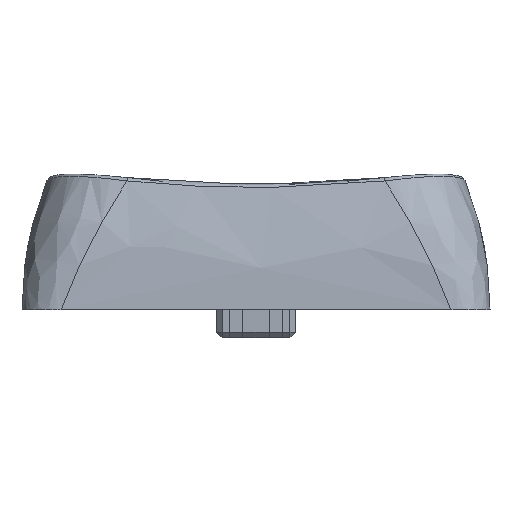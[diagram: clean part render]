
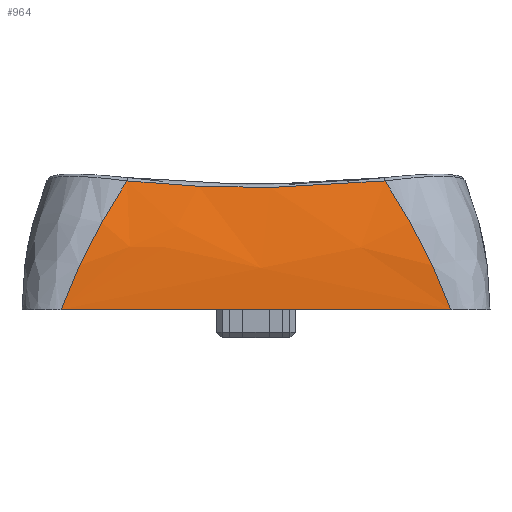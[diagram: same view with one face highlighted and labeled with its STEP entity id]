
A CAD part, left-side view. The second image highlights one B-rep face of the part: STEP entity #964.
In plain terms, the highlighted free-form (B-spline) face has degree [2, 1] with [3, 2] control points.
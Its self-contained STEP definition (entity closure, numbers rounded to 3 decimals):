
#654=CARTESIAN_POINT('',(-8.748,-6.873,0.));
#655=VERTEX_POINT('',#654);
#678=CARTESIAN_POINT('',(-8.748,6.873,-0.));
#679=VERTEX_POINT('',#678);
#680=CARTESIAN_POINT('',(-8.748,6.873,-0.));
#681=DIRECTION('',(0.,-1.,0.));
#682=VECTOR('',#681,13.745);
#683=LINE('',#680,#682);
#684=EDGE_CURVE('',#679,#655,#683,.T.);
#914=CARTESIAN_POINT('',(-7.814,6.873,4.539));
#915=CARTESIAN_POINT('',(-7.814,-6.873,4.539));
#916=CARTESIAN_POINT('',(-8.748,6.873,2.37));
#917=CARTESIAN_POINT('',(-8.748,-6.873,2.37));
#918=CARTESIAN_POINT('',(-8.748,6.873,0.));
#919=CARTESIAN_POINT('',(-8.748,-6.873,0.));
#920=(BOUNDED_SURFACE()
B_SPLINE_SURFACE(2,1,((#914,#915),(#916,#917),(#918,#919)),.UNSPECIFIED.,.F.,.F.,.U.)
B_SPLINE_SURFACE_WITH_KNOTS((3,3),(2,2),(0.093,0.508),(1.61,16.51),.UNSPECIFIED.)
GEOMETRIC_REPRESENTATION_ITEM()
RATIONAL_B_SPLINE_SURFACE(((1.,1.),(0.978,0.978),(1.,1.)))
REPRESENTATION_ITEM('')
SURFACE()
);
#921=CARTESIAN_POINT('',(-7.814,-4.557,4.539));
#922=VERTEX_POINT('',#921);
#923=CARTESIAN_POINT('',(-7.814,4.557,4.539));
#924=VERTEX_POINT('',#923);
#925=CARTESIAN_POINT('',(-7.814,-4.557,4.539));
#926=CARTESIAN_POINT('',(-7.881,-3.043,4.382));
#927=CARTESIAN_POINT('',(-7.912,-1.522,4.303));
#928=CARTESIAN_POINT('',(-7.912,0.,4.303));
#929=CARTESIAN_POINT('',(-7.912,1.522,4.303));
#930=CARTESIAN_POINT('',(-7.881,3.043,4.382));
#931=CARTESIAN_POINT('',(-7.814,4.557,4.539));
#932=B_SPLINE_CURVE_WITH_KNOTS('',3,(#925,#926,#927,#928,#929,#930,#931),.UNSPECIFIED.,.F.,.F.,(4,3,4),(0.,0.495,0.99),.UNSPECIFIED.);
#933=EDGE_CURVE('',#922,#924,#932,.T.);
#934=ORIENTED_EDGE('',*,*,#933,.T.);
#935=CARTESIAN_POINT('',(-8.748,6.873,0.));
#936=CARTESIAN_POINT('',(-8.748,6.59,0.783));
#937=CARTESIAN_POINT('',(-8.668,6.242,1.561));
#938=CARTESIAN_POINT('',(-8.512,5.85,2.321));
#939=CARTESIAN_POINT('',(-8.433,5.654,2.701));
#940=CARTESIAN_POINT('',(-8.336,5.447,3.075));
#941=CARTESIAN_POINT('',(-8.22,5.23,3.445));
#942=CARTESIAN_POINT('',(-8.104,5.014,3.814));
#943=CARTESIAN_POINT('',(-7.968,4.789,4.181));
#944=CARTESIAN_POINT('',(-7.814,4.557,4.539));
#945=B_SPLINE_CURVE_WITH_KNOTS('',3,(#935,#936,#937,#938,#939,#940,#941,#942,#943,#944),.UNSPECIFIED.,.F.,.F.,(4,3,3,4),(0.,2.661,3.991,5.321),.UNSPECIFIED.);
#946=EDGE_CURVE('',#679,#924,#945,.T.);
#947=ORIENTED_EDGE('',*,*,#946,.F.);
#948=ORIENTED_EDGE('',*,*,#684,.T.);
#949=CARTESIAN_POINT('',(-7.814,-4.557,4.539));
#950=CARTESIAN_POINT('',(-7.968,-4.789,4.181));
#951=CARTESIAN_POINT('',(-8.104,-5.014,3.814));
#952=CARTESIAN_POINT('',(-8.22,-5.23,3.445));
#953=CARTESIAN_POINT('',(-8.336,-5.447,3.075));
#954=CARTESIAN_POINT('',(-8.433,-5.654,2.701));
#955=CARTESIAN_POINT('',(-8.512,-5.85,2.321));
#956=CARTESIAN_POINT('',(-8.668,-6.242,1.561));
#957=CARTESIAN_POINT('',(-8.748,-6.59,0.783));
#958=CARTESIAN_POINT('',(-8.748,-6.873,0.));
#959=B_SPLINE_CURVE_WITH_KNOTS('',3,(#949,#950,#951,#952,#953,#954,#955,#956,#957,#958),.UNSPECIFIED.,.F.,.F.,(4,3,3,4),(0.,1.33,2.661,5.321),.UNSPECIFIED.);
#960=EDGE_CURVE('',#922,#655,#959,.T.);
#961=ORIENTED_EDGE('',*,*,#960,.F.);
#962=EDGE_LOOP('',(#934,#947,#948,#961));
#963=FACE_BOUND('',#962,.T.);
#964=ADVANCED_FACE('',(#963),#920,.T.);
